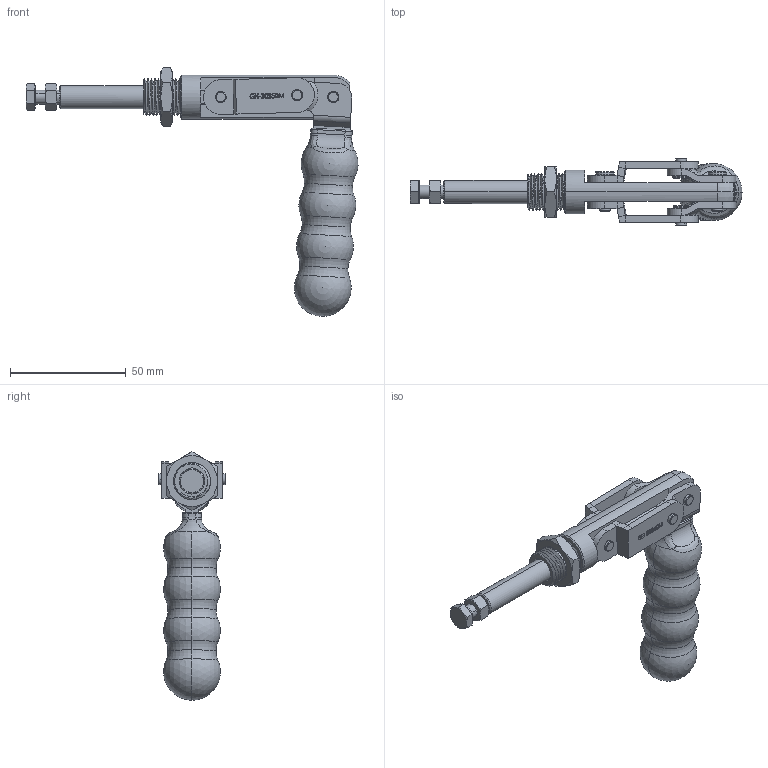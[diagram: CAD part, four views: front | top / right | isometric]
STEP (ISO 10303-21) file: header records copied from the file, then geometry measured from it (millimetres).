
FILE_DESCRIPTION (( 'STEP AP214' ), '1' );
FILE_NAME ('GH-30350M(Â²¤Æ).STEP', '2020-06-11T05:34:44', ( 'LinWei' ), ( '' ), 'SwSTEP 2.0', 'SolidWorks 2016', '' );
FILE_SCHEMA (( 'AUTOMOTIVE_DESIGN' ));
Length unit declared in the file: millimetre
Products named in the file (6): 430350M32-1^GH-30350M(簡化); Group5^GH-30350M(簡化); Group3^GH-30350M(簡化); Group2^GH-30350M(簡化); Group1^GH-30350M(簡化); GH-30350M(簡化)
Assembly tree (5 placements, depth 2):
  GH-30350M(簡化)
    Group1^GH-30350M(簡化)
    Group2^GH-30350M(簡化)
    Group3^GH-30350M(簡化)
    Group5^GH-30350M(簡化)
    430350M32-1^GH-30350M(簡化)
Bounding box: 143.6 x 29.2 x 107.5 mm (x, y, z)
Volume: 54314.4 mm3; surface area: 24407.2 mm2
Topology: 5 solids, 5 shells, 783 faces, 2045 edges, 1309 vertices
Faces by surface type: plane 337, bspline 203, cylinder 127, cone 62, torus 42, sphere 12
Entity records: 34251 total; most frequent: CARTESIAN_POINT 15618, ORIENTED_EDGE 4034, DIRECTION 3098, EDGE_CURVE 2017, VERTEX_POINT 1297, VECTOR 1036, LINE 1036, AXIS2_PLACEMENT_3D 1031
